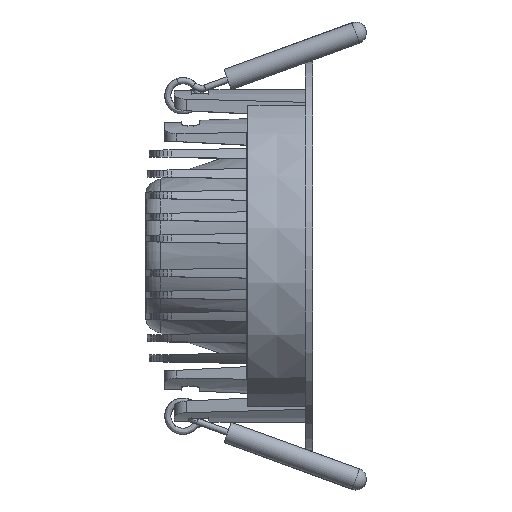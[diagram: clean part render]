
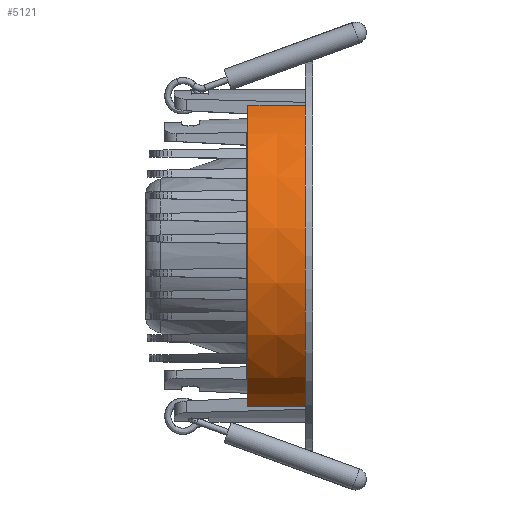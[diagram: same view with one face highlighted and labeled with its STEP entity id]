
A CAD part, top view. The second image highlights one B-rep face of the part: STEP entity #5121.
In plain terms, the highlighted conical face has half-angle 1 degrees and reference radius 37.684 mm.
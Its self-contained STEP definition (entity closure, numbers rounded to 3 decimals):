
#362 = CARTESIAN_POINT ( 'NONE',  ( 34.862, 14., 13.3 ) ) ;
#534 = CARTESIAN_POINT ( 'NONE',  ( 34.727, 14.93, 0. ) ) ;
#1980 = EDGE_CURVE ( 'NONE', #8958, #38439, #30462, .T. ) ;
#3671 = ORIENTED_EDGE ( 'NONE', *, *, #1980, .T. ) ;
#4082 = B_SPLINE_CURVE_WITH_KNOTS ( 'NONE', 3,
 ( #39208, #36271, #8972, #21075 ),
 .UNSPECIFIED., .F., .F.,
 ( 4, 4 ),
 ( 0., 1. ),
 .UNSPECIFIED. ) ;
#5121 = ADVANCED_FACE ( 'NONE', ( #35162 ), #6764, .T. ) ;
#6764 = CONICAL_SURFACE ( 'NONE', #15586, 37.684, 0.017 ) ;
#7058 = B_SPLINE_CURVE_WITH_KNOTS ( 'NONE', 3,
 ( #534, #34571, #18971, #18783 ),
 .UNSPECIFIED., .F., .F.,
 ( 4, 4 ),
 ( 0., 1. ),
 .UNSPECIFIED. ) ;
#8958 = VERTEX_POINT ( 'NONE', #20084 ) ;
#8972 = CARTESIAN_POINT ( 'NONE',  ( -34.776, 14.62, 4.433 ) ) ;
#9282 = DIRECTION ( 'NONE',  ( -0.928, 0.373, 0. ) ) ;
#9654 = DIRECTION ( 'NONE',  ( 0.919, 0.395, 0. ) ) ;
#11513 = EDGE_CURVE ( 'NONE', #30833, #30582, #15285, .T. ) ;
#15077 = EDGE_LOOP ( 'NONE', ( #3671, #15487, #38772, #16394 ) ) ;
#15285 = CIRCLE ( 'NONE', #27382, 37.568 ) ;
#15432 = DIRECTION ( 'NONE',  ( 0., 0., -1. ) ) ;
#15487 = ORIENTED_EDGE ( 'NONE', *, *, #27514, .F. ) ;
#15586 = AXIS2_PLACEMENT_3D ( 'NONE', #16771, #35350, #20155 ) ;
#16394 = ORIENTED_EDGE ( 'NONE', *, *, #24941, .F. ) ;
#16771 = CARTESIAN_POINT ( 'NONE',  ( 0., 0., 6.65 ) ) ;
#18757 = CARTESIAN_POINT ( 'NONE',  ( -34.862, 14., 13.3 ) ) ;
#18783 = CARTESIAN_POINT ( 'NONE',  ( 34.862, 14., 13.3 ) ) ;
#18971 = CARTESIAN_POINT ( 'NONE',  ( 34.821, 14.31, 8.867 ) ) ;
#20084 = CARTESIAN_POINT ( 'NONE',  ( 34.727, 14.93, 0. ) ) ;
#20155 = DIRECTION ( 'NONE',  ( -1., 0., 0. ) ) ;
#21075 = CARTESIAN_POINT ( 'NONE',  ( -34.727, 14.93, 0. ) ) ;
#21595 = CARTESIAN_POINT ( 'NONE',  ( 0., 0., 13.3 ) ) ;
#24941 = EDGE_CURVE ( 'NONE', #8958, #30582, #7058, .T. ) ;
#26649 = AXIS2_PLACEMENT_3D ( 'NONE', #27752, #30551, #9654 ) ;
#27382 = AXIS2_PLACEMENT_3D ( 'NONE', #21595, #15432, #9282 ) ;
#27514 = EDGE_CURVE ( 'NONE', #30833, #38439, #4082, .T. ) ;
#27752 = CARTESIAN_POINT ( 'NONE',  ( 0., 0., 0. ) ) ;
#30462 = CIRCLE ( 'NONE', #26649, 37.8 ) ;
#30551 = DIRECTION ( 'NONE',  ( 0., 0., 1. ) ) ;
#30582 = VERTEX_POINT ( 'NONE', #362 ) ;
#30833 = VERTEX_POINT ( 'NONE', #18757 ) ;
#34571 = CARTESIAN_POINT ( 'NONE',  ( 34.776, 14.62, 4.433 ) ) ;
#35162 = FACE_OUTER_BOUND ( 'NONE', #15077, .T. ) ;
#35350 = DIRECTION ( 'NONE',  ( 0., 0., -1. ) ) ;
#36271 = CARTESIAN_POINT ( 'NONE',  ( -34.821, 14.31, 8.867 ) ) ;
#37582 = CARTESIAN_POINT ( 'NONE',  ( -34.727, 14.93, 0. ) ) ;
#38439 = VERTEX_POINT ( 'NONE', #37582 ) ;
#38772 = ORIENTED_EDGE ( 'NONE', *, *, #11513, .T. ) ;
#39208 = CARTESIAN_POINT ( 'NONE',  ( -34.862, 14., 13.3 ) ) ;
